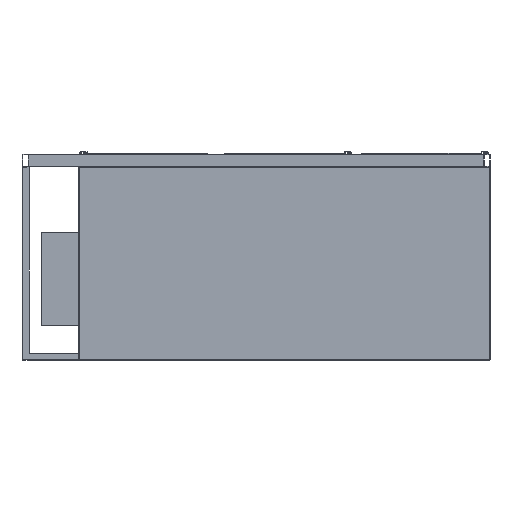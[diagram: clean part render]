
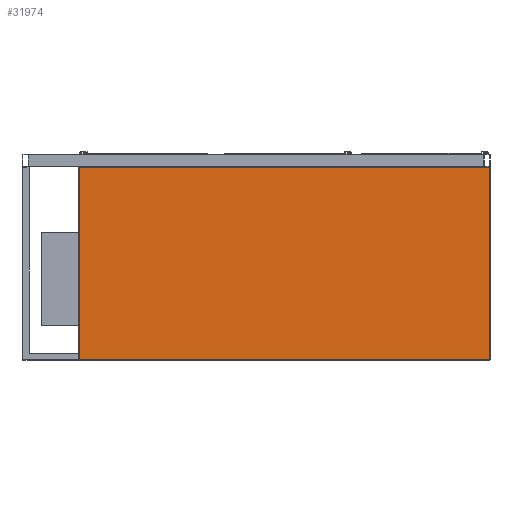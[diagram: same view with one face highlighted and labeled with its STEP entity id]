
A CAD part, front view. The second image highlights one B-rep face of the part: STEP entity #31974.
In plain terms, the highlighted planar face has unit normal (0, -1, 0).
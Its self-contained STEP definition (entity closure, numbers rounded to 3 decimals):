
#25 = VERTEX_POINT ( 'NONE', #31403 ) ;
#1775 = DIRECTION ( 'NONE',  ( 0., 0., 1. ) ) ;
#2702 = VERTEX_POINT ( 'NONE', #4266 ) ;
#3103 = DIRECTION ( 'NONE',  ( -1., 0., 0. ) ) ;
#4266 = CARTESIAN_POINT ( 'NONE',  ( 658., -230., -42. ) ) ;
#4721 = ORIENTED_EDGE ( 'NONE', *, *, #22924, .T. ) ;
#5139 = VECTOR ( 'NONE', #3103, 1000. ) ;
#5870 = LINE ( 'NONE', #31223, #5139 ) ;
#6653 = EDGE_CURVE ( 'NONE', #23165, #2702, #16024, .T. ) ;
#6655 = DIRECTION ( 'NONE',  ( 0., 0., -1. ) ) ;
#7578 = VERTEX_POINT ( 'NONE', #15937 ) ;
#9737 = VECTOR ( 'NONE', #6655, 1000. ) ;
#10722 = CARTESIAN_POINT ( 'NONE',  ( 658., -230., -658. ) ) ;
#10753 = LINE ( 'NONE', #36080, #17700 ) ;
#10907 = ORIENTED_EDGE ( 'NONE', *, *, #24756, .T. ) ;
#11002 = FACE_OUTER_BOUND ( 'NONE', #33187, .T. ) ;
#11118 = DIRECTION ( 'NONE',  ( 1., 0., 0. ) ) ;
#15176 = LINE ( 'NONE', #24014, #9737 ) ;
#15937 = CARTESIAN_POINT ( 'NONE',  ( -658., -230., -658. ) ) ;
#16024 = LINE ( 'NONE', #35610, #29055 ) ;
#16914 = AXIS2_PLACEMENT_3D ( 'NONE', #31347, #34102, #17111 ) ;
#17111 = DIRECTION ( 'NONE',  ( 0., 0., -1. ) ) ;
#17700 = VECTOR ( 'NONE', #11118, 1000. ) ;
#18326 = ORIENTED_EDGE ( 'NONE', *, *, #28054, .T. ) ;
#22924 = EDGE_CURVE ( 'NONE', #25, #7578, #15176, .T. ) ;
#23165 = VERTEX_POINT ( 'NONE', #10722 ) ;
#24014 = CARTESIAN_POINT ( 'NONE',  ( -658., -230., -660. ) ) ;
#24756 = EDGE_CURVE ( 'NONE', #2702, #25, #5870, .T. ) ;
#28054 = EDGE_CURVE ( 'NONE', #7578, #23165, #10753, .T. ) ;
#29055 = VECTOR ( 'NONE', #1775, 1000. ) ;
#30139 = ORIENTED_EDGE ( 'NONE', *, *, #6653, .T. ) ;
#31223 = CARTESIAN_POINT ( 'NONE',  ( -660., -230., -42. ) ) ;
#31347 = CARTESIAN_POINT ( 'NONE',  ( -660., -230., -660. ) ) ;
#31403 = CARTESIAN_POINT ( 'NONE',  ( -658., -230., -42. ) ) ;
#31974 = ADVANCED_FACE ( 'Fl�che8', ( #11002 ), #33751, .T. ) ;
#33187 = EDGE_LOOP ( 'NONE', ( #10907, #4721, #18326, #30139 ) ) ;
#33751 = PLANE ( 'NONE',  #16914 ) ;
#34102 = DIRECTION ( 'NONE',  ( 0., -1., 0. ) ) ;
#35610 = CARTESIAN_POINT ( 'NONE',  ( 658., -230., -660. ) ) ;
#36080 = CARTESIAN_POINT ( 'NONE',  ( -660., -230., -658. ) ) ;
